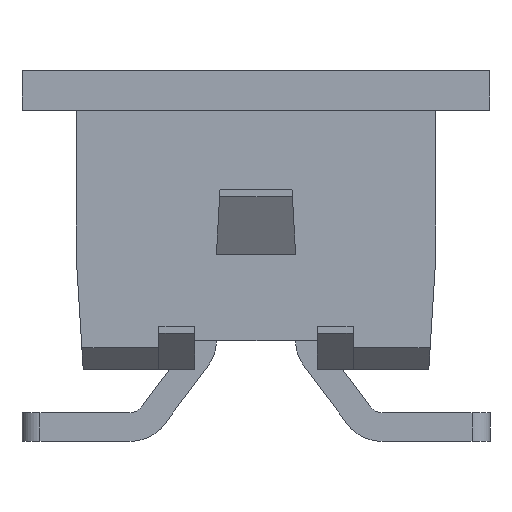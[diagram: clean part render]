
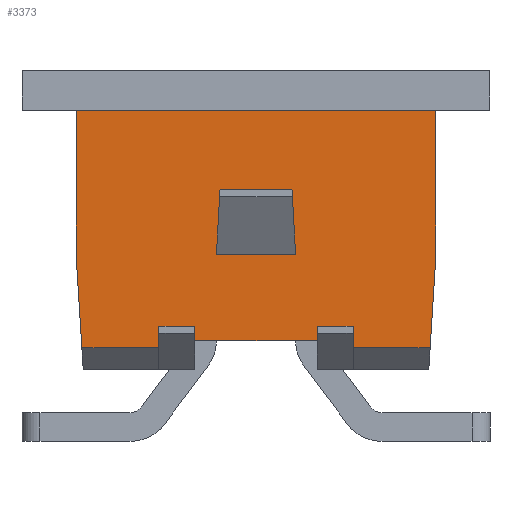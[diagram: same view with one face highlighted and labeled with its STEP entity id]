
A CAD part, left-side view. The second image highlights one B-rep face of the part: STEP entity #3373.
In plain terms, the highlighted planar face has unit normal (-1, 0, 0).
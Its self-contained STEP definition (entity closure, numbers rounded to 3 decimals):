
#191=ORIENTED_EDGE('',*,*,#1155,.T.);
#192=ORIENTED_EDGE('',*,*,#1135,.T.);
#193=ORIENTED_EDGE('',*,*,#1156,.F.);
#194=ORIENTED_EDGE('',*,*,#1143,.F.);
#195=ORIENTED_EDGE('',*,*,#1157,.T.);
#196=ORIENTED_EDGE('',*,*,#1158,.T.);
#197=ORIENTED_EDGE('',*,*,#1159,.F.);
#198=ORIENTED_EDGE('',*,*,#1160,.T.);
#199=ORIENTED_EDGE('',*,*,#1161,.F.);
#200=ORIENTED_EDGE('',*,*,#1162,.F.);
#201=ORIENTED_EDGE('',*,*,#1163,.T.);
#202=ORIENTED_EDGE('',*,*,#1164,.T.);
#203=ORIENTED_EDGE('',*,*,#1165,.F.);
#204=ORIENTED_EDGE('',*,*,#1166,.F.);
#205=ORIENTED_EDGE('',*,*,#1167,.F.);
#206=ORIENTED_EDGE('',*,*,#1168,.T.);
#207=ORIENTED_EDGE('',*,*,#1169,.T.);
#208=ORIENTED_EDGE('',*,*,#1170,.T.);
#1135=EDGE_CURVE('',#1615,#1616,#1947,.T.);
#1143=EDGE_CURVE('',#1621,#1622,#1955,.T.);
#1155=EDGE_CURVE('',#1621,#1615,#1967,.T.);
#1156=EDGE_CURVE('',#1622,#1616,#1968,.T.);
#1157=EDGE_CURVE('',#1631,#1632,#1969,.T.);
#1158=EDGE_CURVE('',#1632,#1633,#1970,.T.);
#1159=EDGE_CURVE('',#1634,#1633,#1971,.T.);
#1160=EDGE_CURVE('',#1634,#1635,#1972,.T.);
#1161=EDGE_CURVE('',#1636,#1635,#1973,.T.);
#1162=EDGE_CURVE('',#1637,#1636,#1974,.T.);
#1163=EDGE_CURVE('',#1637,#1638,#1975,.T.);
#1164=EDGE_CURVE('',#1638,#1639,#1976,.T.);
#1165=EDGE_CURVE('',#1640,#1639,#1977,.T.);
#1166=EDGE_CURVE('',#1641,#1640,#1978,.T.);
#1167=EDGE_CURVE('',#1642,#1641,#1979,.T.);
#1168=EDGE_CURVE('',#1642,#1643,#1980,.T.);
#1169=EDGE_CURVE('',#1643,#1644,#1981,.T.);
#1170=EDGE_CURVE('',#1644,#1631,#1982,.T.);
#1615=VERTEX_POINT('',#4777);
#1616=VERTEX_POINT('',#4778);
#1621=VERTEX_POINT('',#4792);
#1622=VERTEX_POINT('',#4794);
#1631=VERTEX_POINT('',#4821);
#1632=VERTEX_POINT('',#4822);
#1633=VERTEX_POINT('',#4824);
#1634=VERTEX_POINT('',#4826);
#1635=VERTEX_POINT('',#4828);
#1636=VERTEX_POINT('',#4830);
#1637=VERTEX_POINT('',#4832);
#1638=VERTEX_POINT('',#4834);
#1639=VERTEX_POINT('',#4836);
#1640=VERTEX_POINT('',#4838);
#1641=VERTEX_POINT('',#4840);
#1642=VERTEX_POINT('',#4842);
#1643=VERTEX_POINT('',#4844);
#1644=VERTEX_POINT('',#4846);
#1947=LINE('',#4776,#2409);
#1955=LINE('',#4793,#2417);
#1967=LINE('',#4818,#2429);
#1968=LINE('',#4819,#2430);
#1969=LINE('',#4820,#2431);
#1970=LINE('',#4823,#2432);
#1971=LINE('',#4825,#2433);
#1972=LINE('',#4827,#2434);
#1973=LINE('',#4829,#2435);
#1974=LINE('',#4831,#2436);
#1975=LINE('',#4833,#2437);
#1976=LINE('',#4835,#2438);
#1977=LINE('',#4837,#2439);
#1978=LINE('',#4839,#2440);
#1979=LINE('',#4841,#2441);
#1980=LINE('',#4843,#2442);
#1981=LINE('',#4845,#2443);
#1982=LINE('',#4847,#2444);
#2409=VECTOR('',#3864,1000.);
#2417=VECTOR('',#3876,1000.);
#2429=VECTOR('',#3896,1000.);
#2430=VECTOR('',#3897,1000.);
#2431=VECTOR('',#3898,1000.);
#2432=VECTOR('',#3899,1000.);
#2433=VECTOR('',#3900,1000.);
#2434=VECTOR('',#3901,1000.);
#2435=VECTOR('',#3902,1000.);
#2436=VECTOR('',#3903,1000.);
#2437=VECTOR('',#3904,1000.);
#2438=VECTOR('',#3905,1000.);
#2439=VECTOR('',#3906,1000.);
#2440=VECTOR('',#3907,1000.);
#2441=VECTOR('',#3908,1000.);
#2442=VECTOR('',#3909,1000.);
#2443=VECTOR('',#3910,1000.);
#2444=VECTOR('',#3911,1000.);
#2837=EDGE_LOOP('',(#191,#192,#193,#194));
#2838=EDGE_LOOP('',(#195,#196,#197,#198,#199,#200,#201,#202,#203,#204,#205,
#206,#207,#208));
#3025=FACE_BOUND('',#2837,.T.);
#3026=FACE_BOUND('',#2838,.T.);
#3213=PLANE('',#3585);
#3373=ADVANCED_FACE('',(#3025,#3026),#3213,.F.);
#3585=AXIS2_PLACEMENT_3D('',#4817,#3894,#3895);
#3864=DIRECTION('',(0.,1.,0.));
#3876=DIRECTION('',(0.,1.,0.));
#3894=DIRECTION('',(1.,0.,0.));
#3895=DIRECTION('',(0.,0.,-1.));
#3896=DIRECTION('',(0.,-0.055,-0.998));
#3897=DIRECTION('',(0.,0.055,-0.998));
#3898=DIRECTION('',(0.,0.,1.));
#3899=DIRECTION('',(0.,-1.,0.));
#3900=DIRECTION('',(0.,0.,1.));
#3901=DIRECTION('',(0.,-1.,0.));
#3902=DIRECTION('',(0.,0.,-1.));
#3903=DIRECTION('',(0.,1.,0.));
#3904=DIRECTION('',(0.,0.,-1.));
#3905=DIRECTION('',(0.,-1.,0.));
#3906=DIRECTION('',(0.,0.062,-0.998));
#3907=DIRECTION('',(0.,0.,-1.));
#3908=DIRECTION('',(0.,-1.,0.));
#3909=DIRECTION('',(0.,0.,-1.));
#3910=DIRECTION('',(0.,-0.062,-0.998));
#3911=DIRECTION('',(0.,-1.,0.));
#4776=CARTESIAN_POINT('',(-4.825,-0.55,1.6));
#4777=CARTESIAN_POINT('',(-4.825,-0.55,1.6));
#4778=CARTESIAN_POINT('',(-4.825,0.55,1.6));
#4792=CARTESIAN_POINT('',(-4.825,-0.5,2.5));
#4793=CARTESIAN_POINT('',(-4.825,-0.55,2.5));
#4794=CARTESIAN_POINT('',(-4.825,0.5,2.5));
#4817=CARTESIAN_POINT('',(-4.825,2.5,3.6));
#4818=CARTESIAN_POINT('',(-4.825,-0.5,2.5));
#4819=CARTESIAN_POINT('',(-4.825,0.5,2.5));
#4820=CARTESIAN_POINT('',(-4.825,1.35,0.3));
#4821=CARTESIAN_POINT('',(-4.825,1.35,0.3));
#4822=CARTESIAN_POINT('',(-4.825,1.35,0.6));
#4823=CARTESIAN_POINT('',(-4.825,1.35,0.6));
#4824=CARTESIAN_POINT('',(-4.825,0.85,0.6));
#4825=CARTESIAN_POINT('',(-4.825,0.85,0.3));
#4826=CARTESIAN_POINT('',(-4.825,0.85,0.4));
#4827=CARTESIAN_POINT('',(-4.825,2.5,0.4));
#4828=CARTESIAN_POINT('',(-4.825,-0.85,0.4));
#4829=CARTESIAN_POINT('',(-4.825,-0.85,0.6));
#4830=CARTESIAN_POINT('',(-4.825,-0.85,0.6));
#4831=CARTESIAN_POINT('',(-4.825,-1.35,0.6));
#4832=CARTESIAN_POINT('',(-4.825,-1.35,0.6));
#4833=CARTESIAN_POINT('',(-4.825,-1.35,0.6));
#4834=CARTESIAN_POINT('',(-4.825,-1.35,0.3));
#4835=CARTESIAN_POINT('',(-4.825,2.5,0.3));
#4836=CARTESIAN_POINT('',(-4.825,-2.419,0.3));
#4837=CARTESIAN_POINT('',(-4.825,-2.605,3.281));
#4838=CARTESIAN_POINT('',(-4.825,-2.5,1.6));
#4839=CARTESIAN_POINT('',(-4.825,-2.5,3.6));
#4840=CARTESIAN_POINT('',(-4.825,-2.5,3.6));
#4841=CARTESIAN_POINT('',(-4.825,2.5,3.6));
#4842=CARTESIAN_POINT('',(-4.825,2.5,3.6));
#4843=CARTESIAN_POINT('',(-4.825,2.5,3.6));
#4844=CARTESIAN_POINT('',(-4.825,2.5,1.6));
#4845=CARTESIAN_POINT('',(-4.825,2.625,3.592));
#4846=CARTESIAN_POINT('',(-4.825,2.419,0.3));
#4847=CARTESIAN_POINT('',(-4.825,2.5,0.3));
